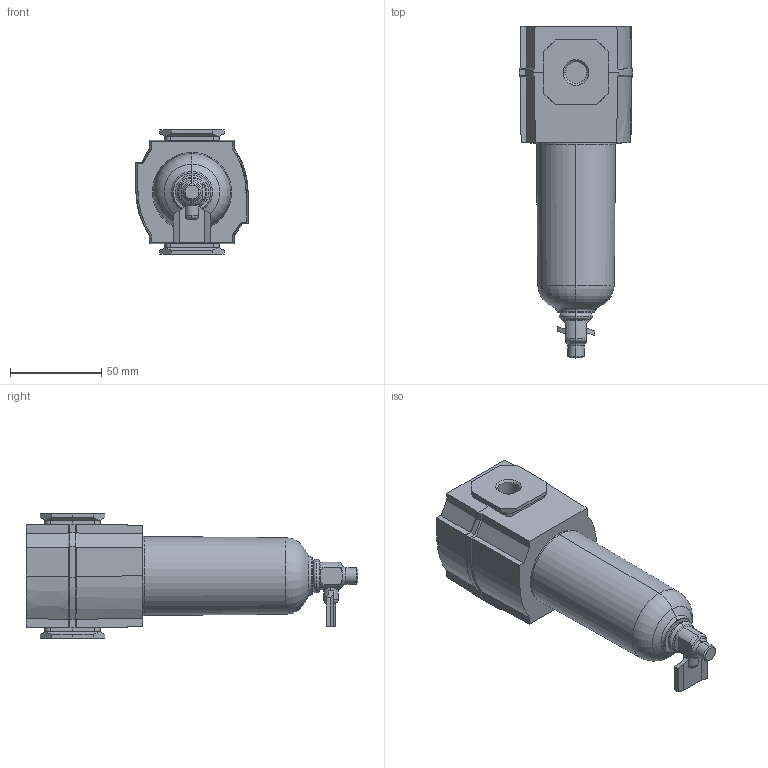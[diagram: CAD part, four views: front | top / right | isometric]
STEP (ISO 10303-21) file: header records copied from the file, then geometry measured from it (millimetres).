
FILE_DESCRIPTION (( 'STEP AP214' ), '1' );
FILE_NAME ('Norgren-F73G-2AN-QT3.step', '2019-03-03T01:33:45', ( '' ), ( '' ), 'SwSTEP 2.0', 'SolidWorks 2019', '' );
FILE_SCHEMA (( 'AUTOMOTIVE_DESIGN' ));
Length unit declared in the file: millimetre
Products named in the file (6): Norgren-F73G-2AN-QT3_F73GC_ss_26_Q; Norgren-F73G-2AN-QT3_F73GC_73t_Q; Norgren-F73G-2AN-QT3_F73GC_ss_03; Norgren-F73G-2AN-QT3; Norgren-F73G-2AN-QT3_F73GC_ss_44; Norgren-F73G-2AN-QT3_F73GC_73g-2_N
Assembly tree (5 placements, depth 3):
  Norgren-F73G-2AN-QT3
    Norgren-F73G-2AN-QT3_F73GC_73t_Q
      Norgren-F73G-2AN-QT3_F73GC_ss_03
      Norgren-F73G-2AN-QT3_F73GC_ss_26_Q
    Norgren-F73G-2AN-QT3_F73GC_73g-2_N
      Norgren-F73G-2AN-QT3_F73GC_ss_44
Bounding box: 62.31 x 181.5 x 68 mm (x, y, z)
Volume: 332974.3 mm3; surface area: 40079.7 mm2
Topology: 3 solids, 3 shells, 213 faces, 523 edges, 319 vertices
Faces by surface type: plane 145, bspline 31, cylinder 25, torus 10, cone 2
Entity records: 9043 total; most frequent: CARTESIAN_POINT 2218, ORIENTED_EDGE 1046, DIRECTION 947, EDGE_CURVE 523, LINE 381, VECTOR 381, VERTEX_POINT 319, AXIS2_PLACEMENT_3D 283
